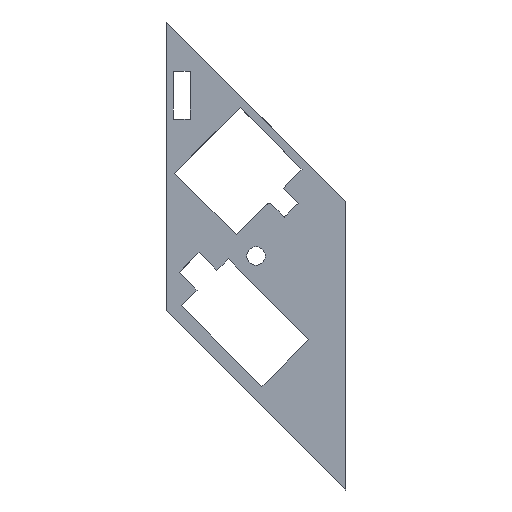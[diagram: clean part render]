
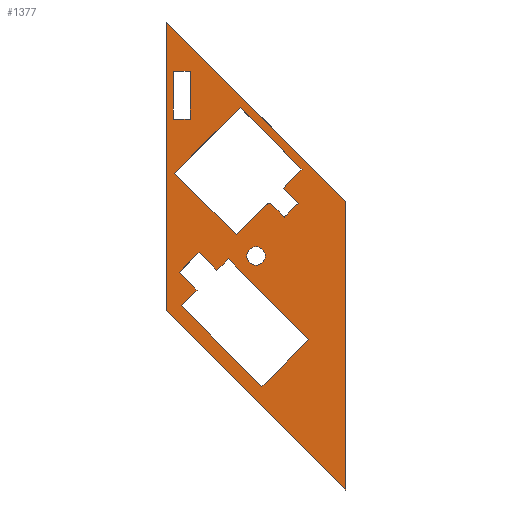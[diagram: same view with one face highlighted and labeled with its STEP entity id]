
A CAD part, left-side view. The second image highlights one B-rep face of the part: STEP entity #1377.
In plain terms, the highlighted planar face has unit normal (-1, 0, 0).
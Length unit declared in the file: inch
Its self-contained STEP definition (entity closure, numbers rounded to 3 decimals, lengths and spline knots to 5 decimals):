
#15=FACE_BOUND('',#201,.T.);
#16=FACE_BOUND('',#202,.T.);
#17=FACE_BOUND('',#203,.T.);
#18=FACE_BOUND('',#204,.T.);
#72=PLANE('',#1478);
#136=FACE_OUTER_BOUND('',#200,.T.);
#200=EDGE_LOOP('',(#1277,#1278,#1279,#1280));
#201=EDGE_LOOP('',(#1281,#1282,#1283,#1284,#1285,#1286,#1287,#1288,#1289,
#1290));
#202=EDGE_LOOP('',(#1291,#1292,#1293,#1294));
#203=EDGE_LOOP('',(#1295,#1296,#1297,#1298,#1299,#1300,#1301,#1302));
#204=EDGE_LOOP('',(#1303));
#254=LINE('',#1958,#429);
#260=LINE('',#1972,#435);
#269=LINE('',#1993,#444);
#276=LINE('',#2011,#451);
#294=LINE('',#2051,#469);
#345=LINE('',#2154,#520);
#347=LINE('',#2157,#522);
#349=LINE('',#2161,#524);
#351=LINE('',#2166,#526);
#353=LINE('',#2169,#528);
#354=LINE('',#2171,#529);
#356=LINE('',#2175,#531);
#358=LINE('',#2179,#533);
#360=LINE('',#2183,#535);
#362=LINE('',#2187,#537);
#364=LINE('',#2191,#539);
#366=LINE('',#2195,#541);
#367=LINE('',#2197,#542);
#369=LINE('',#2201,#544);
#370=LINE('',#2203,#545);
#373=LINE('',#2212,#548);
#376=LINE('',#2217,#551);
#377=LINE('',#2220,#552);
#379=LINE('',#2223,#554);
#429=VECTOR('',#1566,0.3937);
#435=VECTOR('',#1578,0.3937);
#444=VECTOR('',#1599,0.3937);
#451=VECTOR('',#1614,0.3937);
#469=VECTOR('',#1654,0.3937);
#520=VECTOR('',#1753,0.3937);
#522=VECTOR('',#1757,0.3937);
#524=VECTOR('',#1761,0.3937);
#526=VECTOR('',#1765,0.3937);
#528=VECTOR('',#1769,0.3937);
#529=VECTOR('',#1772,0.3937);
#531=VECTOR('',#1776,0.3937);
#533=VECTOR('',#1780,0.3937);
#535=VECTOR('',#1784,0.3937);
#537=VECTOR('',#1788,0.3937);
#539=VECTOR('',#1792,0.3937);
#541=VECTOR('',#1796,0.3937);
#542=VECTOR('',#1799,0.3937);
#544=VECTOR('',#1803,0.3937);
#545=VECTOR('',#1806,0.3937);
#548=VECTOR('',#1815,0.3937);
#551=VECTOR('',#1820,0.3937);
#552=VECTOR('',#1823,0.3937);
#554=VECTOR('',#1827,0.3937);
#555=CIRCLE('',#1393,0.5);
#571=CIRCLE('',#1420,0.125);
#577=CIRCLE('',#1473,0.325);
#578=VERTEX_POINT('',#1832);
#579=VERTEX_POINT('',#1833);
#636=VERTEX_POINT('',#1955);
#637=VERTEX_POINT('',#1957);
#641=VERTEX_POINT('',#1969);
#642=VERTEX_POINT('',#1971);
#648=VERTEX_POINT('',#1992);
#650=VERTEX_POINT('',#1998);
#651=VERTEX_POINT('',#1999);
#655=VERTEX_POINT('',#2009);
#693=VERTEX_POINT('',#2151);
#694=VERTEX_POINT('',#2153);
#695=VERTEX_POINT('',#2159);
#696=VERTEX_POINT('',#2163);
#697=VERTEX_POINT('',#2165);
#698=VERTEX_POINT('',#2173);
#699=VERTEX_POINT('',#2177);
#700=VERTEX_POINT('',#2181);
#701=VERTEX_POINT('',#2185);
#702=VERTEX_POINT('',#2189);
#703=VERTEX_POINT('',#2193);
#704=VERTEX_POINT('',#2199);
#705=VERTEX_POINT('',#2205);
#706=VERTEX_POINT('',#2209);
#707=VERTEX_POINT('',#2211);
#708=VERTEX_POINT('',#2215);
#709=VERTEX_POINT('',#2219);
#710=EDGE_CURVE('',#578,#579,#555,.T.);
#772=EDGE_CURVE('',#637,#636,#254,.T.);
#779=EDGE_CURVE('',#642,#641,#260,.T.);
#790=EDGE_CURVE('',#648,#579,#269,.T.);
#793=EDGE_CURVE('',#650,#651,#571,.T.);
#799=EDGE_CURVE('',#650,#655,#276,.T.);
#821=EDGE_CURVE('',#655,#642,#294,.T.);
#872=EDGE_CURVE('',#694,#693,#345,.T.);
#874=EDGE_CURVE('',#651,#578,#347,.T.);
#876=EDGE_CURVE('',#641,#695,#349,.T.);
#878=EDGE_CURVE('',#697,#696,#351,.T.);
#880=EDGE_CURVE('',#696,#694,#353,.T.);
#881=EDGE_CURVE('',#693,#697,#354,.T.);
#883=EDGE_CURVE('',#636,#698,#356,.T.);
#885=EDGE_CURVE('',#698,#699,#358,.T.);
#887=EDGE_CURVE('',#699,#700,#360,.T.);
#889=EDGE_CURVE('',#700,#701,#362,.T.);
#891=EDGE_CURVE('',#701,#702,#364,.T.);
#893=EDGE_CURVE('',#702,#703,#366,.T.);
#894=EDGE_CURVE('',#703,#637,#367,.T.);
#896=EDGE_CURVE('',#695,#704,#369,.T.);
#897=EDGE_CURVE('',#704,#648,#370,.T.);
#898=EDGE_CURVE('',#705,#705,#577,.T.);
#901=EDGE_CURVE('',#707,#706,#373,.T.);
#904=EDGE_CURVE('',#706,#708,#376,.T.);
#905=EDGE_CURVE('',#708,#709,#377,.T.);
#907=EDGE_CURVE('',#709,#707,#379,.T.);
#1277=ORIENTED_EDGE('',*,*,#907,.T.);
#1278=ORIENTED_EDGE('',*,*,#901,.T.);
#1279=ORIENTED_EDGE('',*,*,#904,.T.);
#1280=ORIENTED_EDGE('',*,*,#905,.T.);
#1281=ORIENTED_EDGE('',*,*,#874,.F.);
#1282=ORIENTED_EDGE('',*,*,#793,.F.);
#1283=ORIENTED_EDGE('',*,*,#799,.T.);
#1284=ORIENTED_EDGE('',*,*,#821,.T.);
#1285=ORIENTED_EDGE('',*,*,#779,.T.);
#1286=ORIENTED_EDGE('',*,*,#876,.T.);
#1287=ORIENTED_EDGE('',*,*,#896,.T.);
#1288=ORIENTED_EDGE('',*,*,#897,.T.);
#1289=ORIENTED_EDGE('',*,*,#790,.T.);
#1290=ORIENTED_EDGE('',*,*,#710,.F.);
#1291=ORIENTED_EDGE('',*,*,#878,.T.);
#1292=ORIENTED_EDGE('',*,*,#880,.T.);
#1293=ORIENTED_EDGE('',*,*,#872,.T.);
#1294=ORIENTED_EDGE('',*,*,#881,.T.);
#1295=ORIENTED_EDGE('',*,*,#883,.T.);
#1296=ORIENTED_EDGE('',*,*,#885,.T.);
#1297=ORIENTED_EDGE('',*,*,#887,.T.);
#1298=ORIENTED_EDGE('',*,*,#889,.T.);
#1299=ORIENTED_EDGE('',*,*,#891,.T.);
#1300=ORIENTED_EDGE('',*,*,#893,.T.);
#1301=ORIENTED_EDGE('',*,*,#894,.T.);
#1302=ORIENTED_EDGE('',*,*,#772,.T.);
#1303=ORIENTED_EDGE('',*,*,#898,.T.);
#1377=ADVANCED_FACE('',(#136,#15,#16,#17,#18),#72,.F.);
#1393=AXIS2_PLACEMENT_3D('',#1834,#1483,#1484);
#1420=AXIS2_PLACEMENT_3D('',#2000,#1604,#1605);
#1473=AXIS2_PLACEMENT_3D('',#2206,#1809,#1810);
#1478=AXIS2_PLACEMENT_3D('',#2224,#1828,#1829);
#1483=DIRECTION('center_axis',(1.,0.,0.));
#1484=DIRECTION('ref_axis',(0.,1.,0.));
#1566=DIRECTION('',(0.,-0.707,-0.707));
#1578=DIRECTION('',(0.,-0.707,0.707));
#1599=DIRECTION('',(0.,0.707,-0.707));
#1604=DIRECTION('center_axis',(1.,0.,0.));
#1605=DIRECTION('ref_axis',(0.,0.,1.));
#1614=DIRECTION('',(0.,0.707,-0.707));
#1654=DIRECTION('',(0.,0.707,0.707));
#1753=DIRECTION('',(0.,1.,0.));
#1757=DIRECTION('',(0.,-0.707,-0.707));
#1761=DIRECTION('',(0.,-0.707,-0.707));
#1765=DIRECTION('',(0.,-1.,0.));
#1769=DIRECTION('',(0.,0.,-1.));
#1772=DIRECTION('',(0.,0.,1.));
#1776=DIRECTION('',(0.,-0.707,0.707));
#1780=DIRECTION('',(0.,-0.707,-0.707));
#1784=DIRECTION('',(0.,0.707,-0.707));
#1788=DIRECTION('',(0.,0.707,0.707));
#1792=DIRECTION('',(0.,-0.707,0.707));
#1796=DIRECTION('',(0.,0.707,0.707));
#1799=DIRECTION('',(0.,-0.707,0.707));
#1803=DIRECTION('',(0.,0.707,-0.707));
#1806=DIRECTION('',(0.,-0.708,-0.706));
#1809=DIRECTION('center_axis',(1.,0.,0.));
#1810=DIRECTION('ref_axis',(0.,0.,1.));
#1815=DIRECTION('',(0.,0.,1.));
#1820=DIRECTION('',(0.,0.707,0.707));
#1823=DIRECTION('',(0.,0.,-1.));
#1827=DIRECTION('',(0.,-0.707,-0.707));
#1828=DIRECTION('center_axis',(1.,0.,0.));
#1829=DIRECTION('ref_axis',(0.,0.,-1.));
#1832=CARTESIAN_POINT('',(0.,2.17383,-0.56975));
#1833=CARTESIAN_POINT('',(0.,2.11026,-0.49189));
#1834=CARTESIAN_POINT('Origin',(0.,1.75671,-0.84545));
#1955=CARTESIAN_POINT('',(0.,4.56935,-2.44498));
#1957=CARTESIAN_POINT('',(0.,5.20422,-1.81011));
#1958=CARTESIAN_POINT('',(0.,4.348,-2.66633));
#1969=CARTESIAN_POINT('',(0.,3.74059,3.33047));
#1971=CARTESIAN_POINT('',(0.,6.07405,0.99702));
#1972=CARTESIAN_POINT('',(0.,4.91931,2.15175));
#1992=CARTESIAN_POINT('',(0.,1.68471,-0.06634));
#1993=CARTESIAN_POINT('',(0.,2.77633,-1.15796));
#1998=CARTESIAN_POINT('',(0.,2.80368,-0.11667));
#1999=CARTESIAN_POINT('',(0.,2.6269,-0.11667));
#2000=CARTESIAN_POINT('Origin',(0.,2.71529,-0.20506));
#2009=CARTESIAN_POINT('',(0.,3.88202,-1.19501));
#2011=CARTESIAN_POINT('',(0.,3.89401,-1.207));
#2051=CARTESIAN_POINT('',(0.,4.61602,-0.46101));
#2151=CARTESIAN_POINT('',(0.,6.11396,2.91396));
#2153=CARTESIAN_POINT('',(0.,5.51396,2.91396));
#2154=CARTESIAN_POINT('',(0.,4.64797,2.91396));
#2157=CARTESIAN_POINT('',(0.,2.35328,-0.3903));
#2159=CARTESIAN_POINT('',(0.,1.54856,1.13844));
#2161=CARTESIAN_POINT('',(0.,1.18655,0.77643));
#2163=CARTESIAN_POINT('',(0.,5.51396,4.61396));
#2165=CARTESIAN_POINT('',(0.,6.11396,4.61396));
#2166=CARTESIAN_POINT('',(0.,4.34797,4.61396));
#2169=CARTESIAN_POINT('',(0.,5.51396,0.48547));
#2171=CARTESIAN_POINT('',(0.,6.11396,1.33547));
#2173=CARTESIAN_POINT('',(0.,4.17193,-2.04756));
#2175=CARTESIAN_POINT('',(0.,3.89831,-1.77394));
#2177=CARTESIAN_POINT('',(0.,1.30815,-4.91134));
#2179=CARTESIAN_POINT('',(0.,2.51869,-3.7008));
#2181=CARTESIAN_POINT('',(0.,2.96985,-6.57304));
#2183=CARTESIAN_POINT('',(0.,1.86538,-5.46857));
#2185=CARTESIAN_POINT('',(0.,5.83363,-3.70926));
#2187=CARTESIAN_POINT('',(0.,5.61228,-3.93061));
#2189=CARTESIAN_POINT('',(0.,5.27645,-3.15209));
#2191=CARTESIAN_POINT('',(0.,4.45057,-2.3262));
#2193=CARTESIAN_POINT('',(0.,5.91133,-2.51721));
#2195=CARTESIAN_POINT('',(0.,5.37254,-3.056));
#2197=CARTESIAN_POINT('',(0.,4.73189,-1.33778));
#2199=CARTESIAN_POINT('',(0.,2.21994,0.46706));
#2201=CARTESIAN_POINT('',(0.,3.06297,-0.37597));
#2203=CARTESIAN_POINT('',(0.,1.59114,-0.1596));
#2205=CARTESIAN_POINT('',(0.,3.18198,-2.26802));
#2206=CARTESIAN_POINT('Origin',(0.,3.18198,-1.94302));
#2209=CARTESIAN_POINT('',(0.,0.,0.));
#2211=CARTESIAN_POINT('',(0.,0.,-10.25));
#2212=CARTESIAN_POINT('',(0.,0.,-10.25));
#2215=CARTESIAN_POINT('',(0.,6.36396,6.36396));
#2217=CARTESIAN_POINT('',(0.,0.,0.));
#2219=CARTESIAN_POINT('',(0.,6.36396,-3.88604));
#2220=CARTESIAN_POINT('',(0.,6.36396,6.36396));
#2223=CARTESIAN_POINT('',(0.,6.36396,-3.88604));
#2224=CARTESIAN_POINT('Origin',(0.,3.18198,-1.94302));
